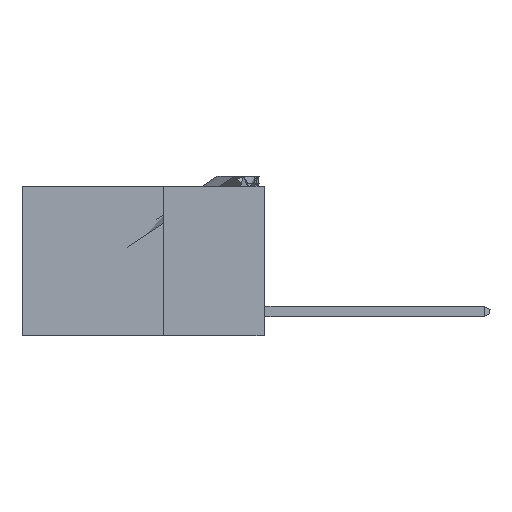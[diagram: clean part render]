
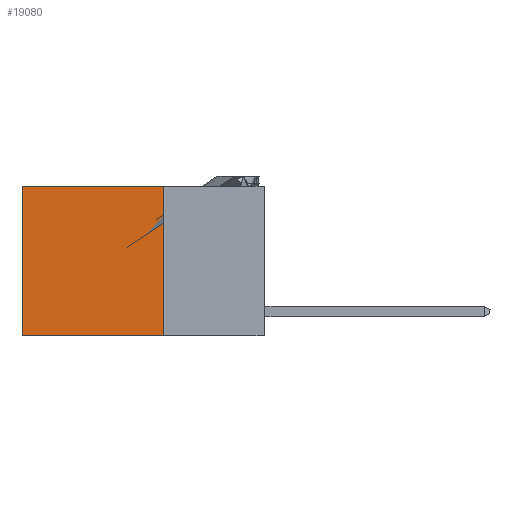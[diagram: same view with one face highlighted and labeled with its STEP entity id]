
A CAD part, left-side view. The second image highlights one B-rep face of the part: STEP entity #19080.
In plain terms, the highlighted planar face has unit normal (-1, 0, 0).
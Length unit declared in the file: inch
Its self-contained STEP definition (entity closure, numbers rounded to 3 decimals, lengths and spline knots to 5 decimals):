
#305 = VECTOR ( 'NONE', #2112, 39.37008 ) ;
#674 = CARTESIAN_POINT ( 'NONE',  ( 0.2625, 0.25, -0.37 ) ) ;
#848 = EDGE_CURVE ( 'NONE', #24285, #23345, #10980, .T. ) ;
#948 = ORIENTED_EDGE ( 'NONE', *, *, #17022, .F. ) ;
#1815 = CARTESIAN_POINT ( 'NONE',  ( 0.2625, 0.25, 0. ) ) ;
#1991 = EDGE_LOOP ( 'NONE', ( #9580, #6411, #948, #23602 ) ) ;
#2112 = DIRECTION ( 'NONE',  ( 0., 1., 0. ) ) ;
#2799 = LINE ( 'NONE', #674, #12598 ) ;
#4380 = DIRECTION ( 'NONE',  ( 0., 0., -1. ) ) ;
#6411 = ORIENTED_EDGE ( 'NONE', *, *, #30148, .F. ) ;
#6423 = DIRECTION ( 'NONE',  ( 0., 0., -1. ) ) ;
#6826 = DIRECTION ( 'NONE',  ( 1., 0., 0. ) ) ;
#8811 = FACE_OUTER_BOUND ( 'NONE', #1991, .T. ) ;
#9580 = ORIENTED_EDGE ( 'NONE', *, *, #848, .T. ) ;
#10980 = LINE ( 'NONE', #24599, #12705 ) ;
#11483 = CARTESIAN_POINT ( 'NONE',  ( 0.2625, 0.25, 0. ) ) ;
#11638 = CARTESIAN_POINT ( 'NONE',  ( 0.2625, 0.6, -0.37 ) ) ;
#12598 = VECTOR ( 'NONE', #28331, 39.37008 ) ;
#12705 = VECTOR ( 'NONE', #27319, 39.37008 ) ;
#13620 = LINE ( 'NONE', #11483, #18305 ) ;
#15752 = LINE ( 'NONE', #1815, #305 ) ;
#16020 = PLANE ( 'NONE',  #26607 ) ;
#17022 = EDGE_CURVE ( 'NONE', #20126, #26987, #13620, .T. ) ;
#18305 = VECTOR ( 'NONE', #6423, 39.37008 ) ;
#18576 = EDGE_CURVE ( 'NONE', #20126, #24285, #15752, .T. ) ;
#19080 = ADVANCED_FACE ( 'NONE', ( #8811 ), #16020, .F. ) ;
#20126 = VERTEX_POINT ( 'NONE', #21629 ) ;
#21629 = CARTESIAN_POINT ( 'NONE',  ( 0.2625, 0.25, 0. ) ) ;
#23345 = VERTEX_POINT ( 'NONE', #11638 ) ;
#23602 = ORIENTED_EDGE ( 'NONE', *, *, #18576, .T. ) ;
#24285 = VERTEX_POINT ( 'NONE', #26983 ) ;
#24599 = CARTESIAN_POINT ( 'NONE',  ( 0.2625, 0.6, 0. ) ) ;
#25047 = CARTESIAN_POINT ( 'NONE',  ( 0.2625, 0.25, -0.37 ) ) ;
#26607 = AXIS2_PLACEMENT_3D ( 'NONE', #27303, #6826, #4380 ) ;
#26983 = CARTESIAN_POINT ( 'NONE',  ( 0.2625, 0.6, 0. ) ) ;
#26987 = VERTEX_POINT ( 'NONE', #25047 ) ;
#27303 = CARTESIAN_POINT ( 'NONE',  ( 0.2625, 0.25, 0. ) ) ;
#27319 = DIRECTION ( 'NONE',  ( 0., 0., -1. ) ) ;
#28331 = DIRECTION ( 'NONE',  ( 0., 1., 0. ) ) ;
#30148 = EDGE_CURVE ( 'NONE', #26987, #23345, #2799, .T. ) ;
